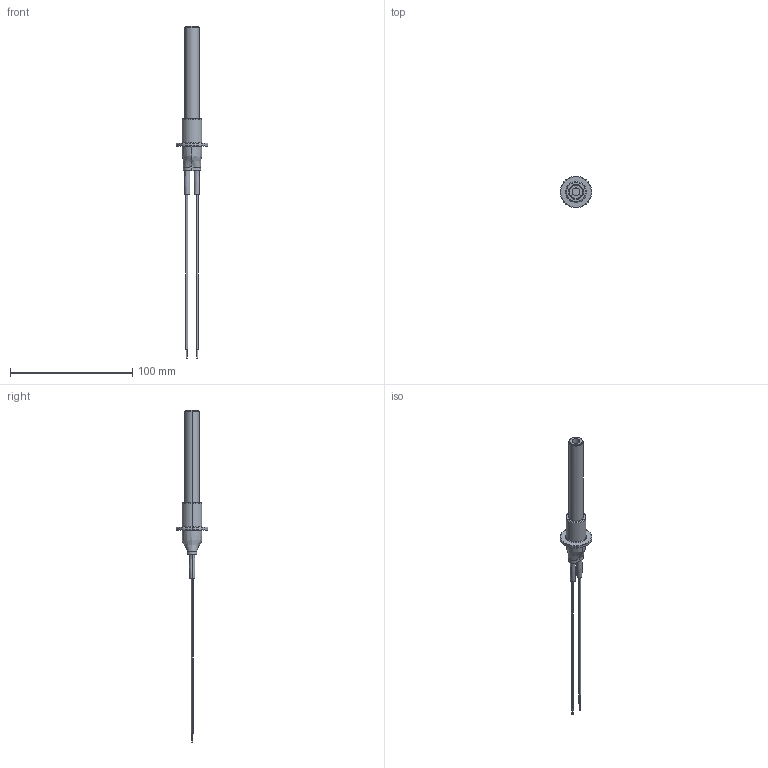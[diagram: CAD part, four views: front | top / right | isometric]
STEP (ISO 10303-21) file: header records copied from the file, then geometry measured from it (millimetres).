
FILE_DESCRIPTION (( 'STEP AP214' ), '1' );
FILE_NAME ('PSx-1-120-W.STEP', '2020-03-16T01:03:54', ( '' ), ( '' ), 'SwSTEP 2.0', 'SolidWorks 2016', '' );
FILE_SCHEMA (( 'AUTOMOTIVE_DESIGN' ));
Length unit declared in the file: millimetre
Products named in the file (9): PSX-1_Flange; PSx-1_3_4_5_6_7_Wiring_Assembly_2; LCR-3-120-VFL; PSx-1-120-W; 29071-1; FEA-TS003; PSx-1_3_4_5_6_7_Wiring_Assembly_1; FEA-TS012; FEA-RG092
Assembly tree (11 placements, depth 3):
  PSx-1-120-W
    LCR-3-120-VFL
    PSX-1_Flange
    PSx-1_3_4_5_6_7_Wiring_Assembly_1
      FEA-RG092
      29071-1
      FEA-TS012
    PSx-1_3_4_5_6_7_Wiring_Assembly_2
      FEA-RG092
      29071-1
      FEA-TS012
    FEA-TS003
Bounding box: 26 x 26 x 272 mm (x, y, z)
Volume: 12754.4 mm3; surface area: 14162.3 mm2
Topology: 12 solids, 12 shells, 222 faces, 518 edges, 328 vertices
Faces by surface type: cylinder 96, plane 72, torus 24, bspline 18, cone 12
Entity records: 26605 total; most frequent: CARTESIAN_POINT 21176, DIRECTION 828, ORIENTED_EDGE 764, EDGE_CURVE 382, AXIS2_PLACEMENT_3D 338, VERTEX_POINT 244, EDGE_LOOP 176, CIRCLE 174
